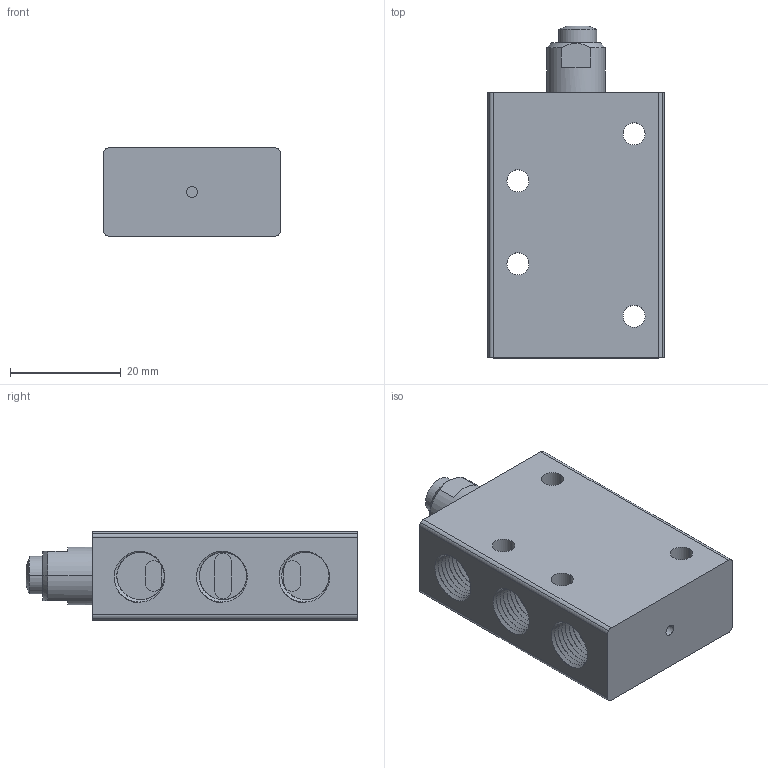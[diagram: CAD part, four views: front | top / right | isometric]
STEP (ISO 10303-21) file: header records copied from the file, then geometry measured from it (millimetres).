
FILE_DESCRIPTION((''),'2;1');
FILE_NAME('05_137_4.stp','2002-11-23T21:32:32',('Branislav Petkovic'),('AZ Pneumatica'),'AutoCAD STEP 2000i','AutoCAD 2000i','Via J. F. Kennedy, 26, 20020 Misinto (MI), ITALY');
FILE_SCHEMA(('CONFIG_CONTROL_DESIGN'));
Length unit declared in the file: millimetre
Products named in the file (5): 05_137_4; 451 TELO; PART1A; PIPAK 431; PART1
Assembly tree (4 placements, depth 4):
  05_137_4
    451 TELO
      PART1A
      PIPAK 431
        PART1
Bounding box: 32 x 60 x 16 mm (x, y, z)
Surface area: 9332.1 mm2 (no closed solid volume)
Topology: 0 solids, 2 shells, 183 faces, 479 edges, 315 vertices
Faces by surface type: cylinder 128, plane 37, bspline 10, cone 8
Entity records: 19227 total; most frequent: CARTESIAN_POINT 14831, ORIENTED_EDGE 958, DIRECTION 771, EDGE_CURVE 479, VERTEX_POINT 315, AXIS2_PLACEMENT_3D 296, EDGE_LOOP 206, FACE_OUTER_BOUND 183
